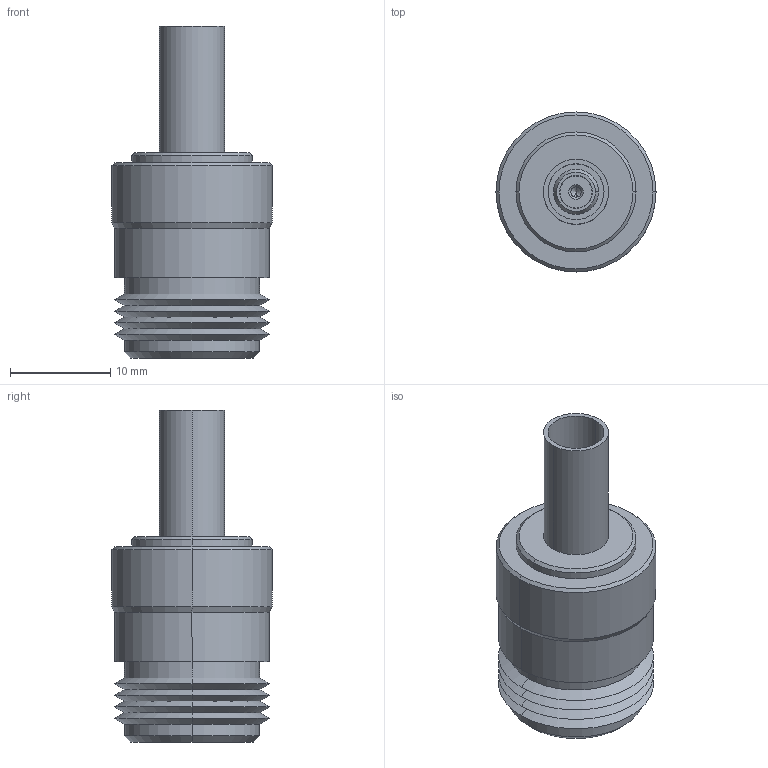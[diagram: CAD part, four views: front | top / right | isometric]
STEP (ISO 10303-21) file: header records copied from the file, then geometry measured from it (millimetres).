
FILE_DESCRIPTION (( 'STEP AP214' ), '1' );
FILE_NAME ('ANF-1700_3D.STEP', '2020-05-19T15:27:13', ( '' ), ( '' ), 'SwSTEP 2.0', 'SolidWorks 2018', '' );
FILE_SCHEMA (( 'AUTOMOTIVE_DESIGN' ));
Length unit declared in the file: millimetre
Products named in the file (4): ANF-1700-MA2; ANF-1700_3D; ANF-1700-MA1; ANF-1700-MA3
Assembly tree (3 placements, depth 2):
  ANF-1700_3D
    ANF-1700-MA1
    ANF-1700-MA2
    ANF-1700-MA3
Bounding box: 16 x 16 x 33.2 mm (x, y, z)
Volume: 3102.7 mm3; surface area: 2755.4 mm2
Topology: 3 solids, 3 shells, 116 faces, 250 edges, 146 vertices
Faces by surface type: cone 50, cylinder 36, plane 30
Entity records: 3386 total; most frequent: CARTESIAN_POINT 684, DIRECTION 590, ORIENTED_EDGE 492, AXIS2_PLACEMENT_3D 250, EDGE_CURVE 246, VERTEX_POINT 146, EDGE_LOOP 132, CIRCLE 128
